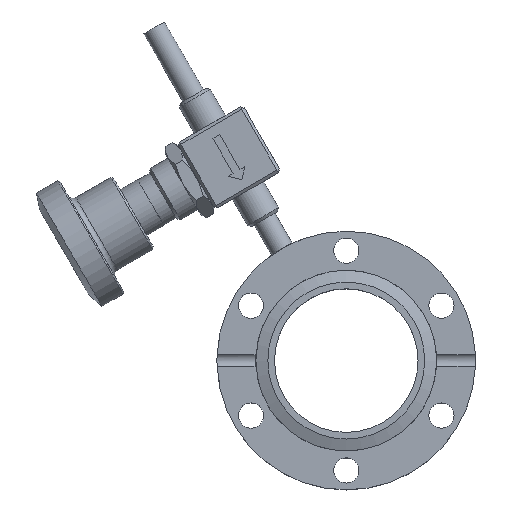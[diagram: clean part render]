
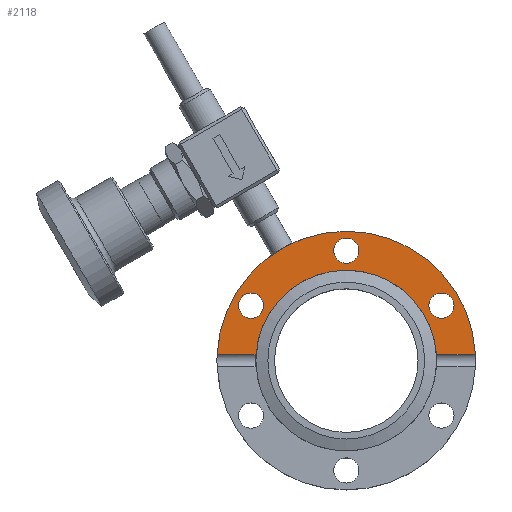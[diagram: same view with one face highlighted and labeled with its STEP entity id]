
A CAD part, top view. The second image highlights one B-rep face of the part: STEP entity #2118.
In plain terms, the highlighted planar face has unit normal (0, 0, 1).
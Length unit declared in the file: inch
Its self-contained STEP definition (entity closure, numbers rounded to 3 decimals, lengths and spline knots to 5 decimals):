
#46=PLANE('',#2305);
#127=CIRCLE('',#2256,1.36);
#136=CIRCLE('',#2269,0.951);
#142=CIRCLE('',#2281,0.1325);
#144=CIRCLE('',#2284,0.1325);
#146=CIRCLE('',#2287,0.1325);
#230=LINE('',#3313,#363);
#232=LINE('',#3344,#365);
#363=VECTOR('',#2524,0.3937);
#365=VECTOR('',#2544,0.3937);
#519=FACE_BOUND('',#763,.T.);
#520=FACE_BOUND('',#764,.T.);
#521=FACE_BOUND('',#765,.T.);
#596=FACE_OUTER_BOUND('',#762,.T.);
#762=EDGE_LOOP('',(#1487,#1488,#1489,#1490));
#763=EDGE_LOOP('',(#1491));
#764=EDGE_LOOP('',(#1492));
#765=EDGE_LOOP('',(#1493));
#955=VERTEX_POINT('',#3208);
#956=VERTEX_POINT('',#3217);
#969=VERTEX_POINT('',#3298);
#971=VERTEX_POINT('',#3317);
#977=VERTEX_POINT('',#3351);
#979=VERTEX_POINT('',#3356);
#981=VERTEX_POINT('',#3361);
#1141=EDGE_CURVE('',#955,#956,#127,.T.);
#1159=EDGE_CURVE('',#955,#969,#230,.T.);
#1162=EDGE_CURVE('',#969,#971,#136,.T.);
#1168=EDGE_CURVE('',#971,#956,#232,.T.);
#1170=EDGE_CURVE('',#977,#977,#142,.T.);
#1172=EDGE_CURVE('',#979,#979,#144,.T.);
#1174=EDGE_CURVE('',#981,#981,#146,.T.);
#1487=ORIENTED_EDGE('',*,*,#1159,.T.);
#1488=ORIENTED_EDGE('',*,*,#1162,.T.);
#1489=ORIENTED_EDGE('',*,*,#1168,.T.);
#1490=ORIENTED_EDGE('',*,*,#1141,.F.);
#1491=ORIENTED_EDGE('',*,*,#1170,.T.);
#1492=ORIENTED_EDGE('',*,*,#1172,.T.);
#1493=ORIENTED_EDGE('',*,*,#1174,.T.);
#2118=ADVANCED_FACE('',(#596,#519,#520,#521),#46,.F.);
#2256=AXIS2_PLACEMENT_3D('',#3218,#2499,#2500);
#2269=AXIS2_PLACEMENT_3D('',#3332,#2529,#2530);
#2281=AXIS2_PLACEMENT_3D('',#3352,#2555,#2556);
#2284=AXIS2_PLACEMENT_3D('',#3357,#2561,#2562);
#2287=AXIS2_PLACEMENT_3D('',#3362,#2567,#2568);
#2305=AXIS2_PLACEMENT_3D('',#3387,#2603,#2604);
#2499=DIRECTION('center_axis',(0.,0.,-1.));
#2500=DIRECTION('ref_axis',(-1.,0.,0.));
#2524=DIRECTION('',(1.,0.,0.));
#2529=DIRECTION('center_axis',(0.,0.,-1.));
#2530=DIRECTION('ref_axis',(0.,1.,0.));
#2544=DIRECTION('',(1.,0.,0.));
#2555=DIRECTION('center_axis',(0.,0.,-1.));
#2556=DIRECTION('ref_axis',(0.5,0.866,0.));
#2561=DIRECTION('center_axis',(0.,0.,-1.));
#2562=DIRECTION('ref_axis',(0.5,-0.866,0.));
#2567=DIRECTION('center_axis',(0.,0.,-1.));
#2568=DIRECTION('ref_axis',(1.,0.,0.));
#2603=DIRECTION('center_axis',(0.,0.,-1.));
#2604=DIRECTION('ref_axis',(-1.,0.,0.));
#3208=CARTESIAN_POINT('',(-1.35861,0.06154,0.375));
#3217=CARTESIAN_POINT('',(1.35861,0.06154,0.375));
#3218=CARTESIAN_POINT('Origin',(0.,0.,0.375));
#3298=CARTESIAN_POINT('',(-0.94901,0.06154,0.375));
#3313=CARTESIAN_POINT('',(-1.36,0.06154,0.375));
#3317=CARTESIAN_POINT('',(0.94901,0.06154,0.375));
#3332=CARTESIAN_POINT('Origin',(0.,0.,0.375));
#3344=CARTESIAN_POINT('',(1.36,0.06154,0.375));
#3351=CARTESIAN_POINT('',(-0.93488,0.69275,0.375));
#3352=CARTESIAN_POINT('Origin',(-1.00113,0.578,0.375));
#3356=CARTESIAN_POINT('',(1.06738,0.46325,0.375));
#3357=CARTESIAN_POINT('Origin',(1.00113,0.578,0.375));
#3361=CARTESIAN_POINT('',(0.1325,1.156,0.375));
#3362=CARTESIAN_POINT('Origin',(0.,1.156,0.375));
#3387=CARTESIAN_POINT('Origin',(0.,0.,0.375));
